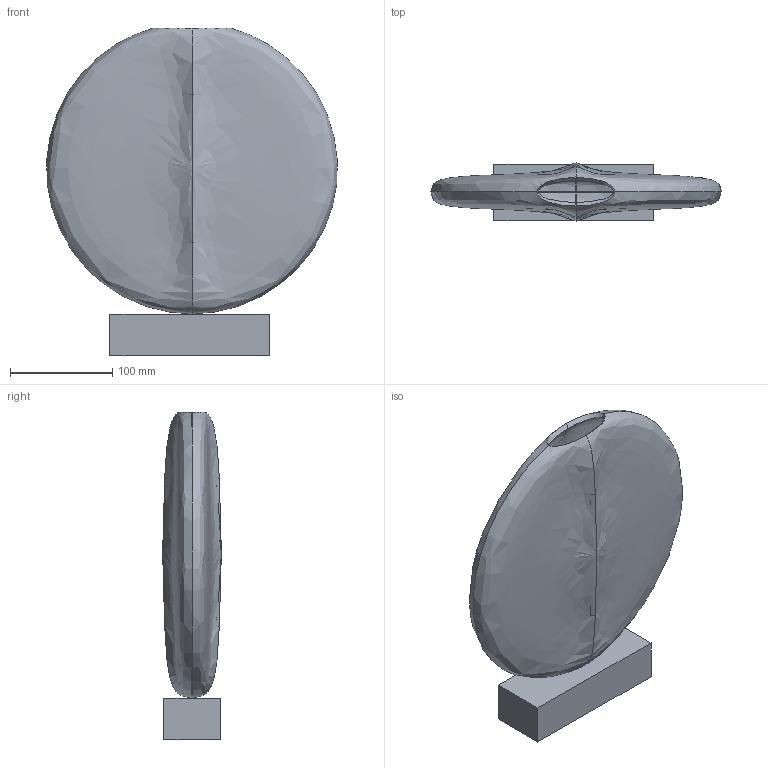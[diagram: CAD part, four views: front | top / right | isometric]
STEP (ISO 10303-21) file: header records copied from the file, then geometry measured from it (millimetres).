
FILE_DESCRIPTION(/* description */ (''),/* implementation_level */ '2;1');
FILE_NAME(/* name */ 'Guggenheim mini',/* time_stamp */ '2020-03-03T10:51:49+01:00',/* author */ (''),/* organization */ (''),/* preprocessor_version */ 'ST-DEVELOPER v15',/* originating_system */ '',/* authorisation */ '');
FILE_SCHEMA (('AUTOMOTIVE_DESIGN'));
Length unit declared in the file: millimetre
Products named in the file (1): Document
Bounding box: 283.93 x 57.31 x 320.04 mm (x, y, z)
Volume: 1029046.5 mm3; surface area: 321131.7 mm2
Topology: 5 solids, 5 shells, 42 faces, 100 edges, 60 vertices
Faces by surface type: bspline 36, plane 6
Entity records: 9149 total; most frequent: CARTESIAN_POINT 8504, ORIENTED_EDGE 184, EDGE_CURVE 92, B_SPLINE_CURVE_WITH_KNOTS 92, VERTEX_POINT 60, ADVANCED_FACE 42, FACE_OUTER_BOUND 42, EDGE_LOOP 42
